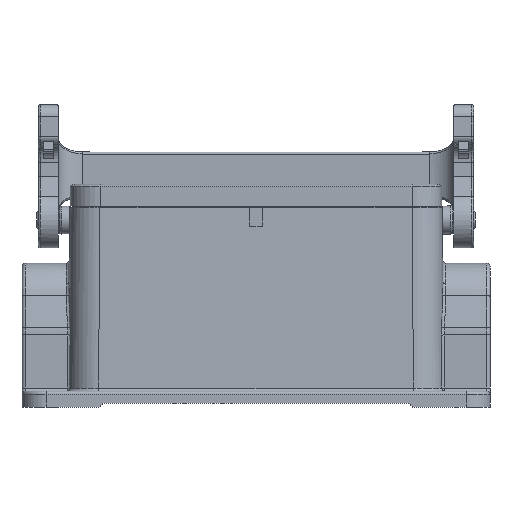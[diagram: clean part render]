
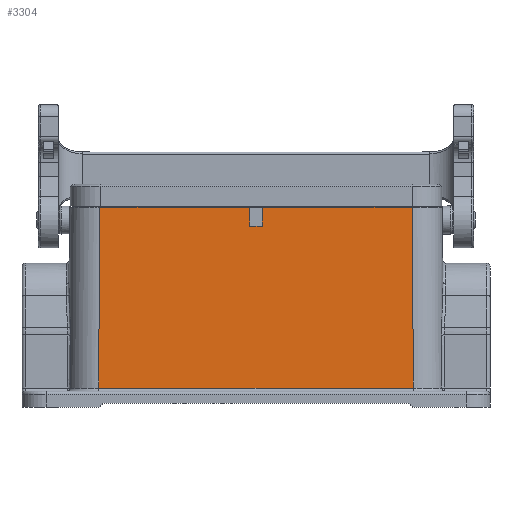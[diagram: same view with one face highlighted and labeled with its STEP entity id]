
A CAD part, front view. The second image highlights one B-rep face of the part: STEP entity #3304.
In plain terms, the highlighted planar face has unit normal (0, -1, 0.007).
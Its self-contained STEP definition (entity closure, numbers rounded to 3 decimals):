
#3304=ADVANCED_FACE('',(#4251),#3947,.F.);
#3947=PLANE('',#14266);
#4251=FACE_OUTER_BOUND('',#4876,.T.);
#4876=EDGE_LOOP('',(#7906,#7907,#7908,#7909,#7910,#7911,#7912,#7913));
#5809=LINE('',#18993,#6692);
#5812=LINE('',#19007,#6695);
#5923=LINE('',#19419,#6806);
#5924=LINE('',#19421,#6807);
#5925=LINE('',#19423,#6808);
#5926=LINE('',#19424,#6809);
#5927=LINE('',#19426,#6810);
#5928=LINE('',#19428,#6811);
#6692=VECTOR('',#15479,1.);
#6695=VECTOR('',#15490,1.);
#6806=VECTOR('',#15767,1.);
#6807=VECTOR('',#15768,1.);
#6808=VECTOR('',#15769,1.);
#6809=VECTOR('',#15770,1.);
#6810=VECTOR('',#15771,1.);
#6811=VECTOR('',#15772,1.);
#7906=ORIENTED_EDGE('',*,*,#12184,.T.);
#7907=ORIENTED_EDGE('',*,*,#12185,.T.);
#7908=ORIENTED_EDGE('',*,*,#12186,.T.);
#7909=ORIENTED_EDGE('',*,*,#12006,.T.);
#7910=ORIENTED_EDGE('',*,*,#12187,.T.);
#7911=ORIENTED_EDGE('',*,*,#12188,.T.);
#7912=ORIENTED_EDGE('',*,*,#12189,.T.);
#7913=ORIENTED_EDGE('',*,*,#12013,.T.);
#10919=VERTEX_POINT('',#18994);
#10920=VERTEX_POINT('',#18995);
#10925=VERTEX_POINT('',#19006);
#10926=VERTEX_POINT('',#19008);
#11072=VERTEX_POINT('',#19420);
#11073=VERTEX_POINT('',#19422);
#11074=VERTEX_POINT('',#19425);
#11075=VERTEX_POINT('',#19427);
#12006=EDGE_CURVE('',#10919,#10920,#5809,.T.);
#12013=EDGE_CURVE('',#10926,#10925,#5812,.T.);
#12184=EDGE_CURVE('',#10925,#11072,#5923,.T.);
#12185=EDGE_CURVE('',#11072,#11073,#5924,.T.);
#12186=EDGE_CURVE('',#11073,#10919,#5925,.T.);
#12187=EDGE_CURVE('',#10920,#11074,#5926,.T.);
#12188=EDGE_CURVE('',#11074,#11075,#5927,.T.);
#12189=EDGE_CURVE('',#11075,#10926,#5928,.T.);
#14266=AXIS2_PLACEMENT_3D('',#19429,#15773,#15774);
#15479=DIRECTION('',(-1.,0.,0.));
#15490=DIRECTION('',(-1.,0.,0.));
#15767=DIRECTION('',(-0.007,-0.007,-1.));
#15768=DIRECTION('',(1.,0.,0.));
#15769=DIRECTION('',(-0.007,0.007,1.));
#15770=DIRECTION('',(0.,-0.007,-1.));
#15771=DIRECTION('',(-1.,0.,0.));
#15772=DIRECTION('',(0.,0.007,1.));
#15773=DIRECTION('',(0.,1.,-0.007));
#15774=DIRECTION('',(0.,-0.007,-1.));
#18993=CARTESIAN_POINT('',(-200.,-21.5,5.7));
#18994=CARTESIAN_POINT('',(39.05,-21.5,5.7));
#18995=CARTESIAN_POINT('',(1.6,-21.5,5.7));
#19006=CARTESIAN_POINT('',(-39.05,-21.5,5.7));
#19007=CARTESIAN_POINT('',(-200.,-21.5,5.7));
#19008=CARTESIAN_POINT('',(-1.6,-21.5,5.7));
#19419=CARTESIAN_POINT('',(-39.351,-21.825,-40.299));
#19420=CARTESIAN_POINT('',(-39.345,-21.819,-39.456));
#19421=CARTESIAN_POINT('',(-200.,-21.819,-39.456));
#19422=CARTESIAN_POINT('',(39.345,-21.819,-39.456));
#19423=CARTESIAN_POINT('',(39.051,-21.5,5.651));
#19424=CARTESIAN_POINT('',(1.6,-21.5,5.7));
#19425=CARTESIAN_POINT('',(1.6,-21.533,1.));
#19426=CARTESIAN_POINT('',(-200.,-21.533,1.));
#19427=CARTESIAN_POINT('',(-1.6,-21.533,1.));
#19428=CARTESIAN_POINT('',(-1.6,-21.5,5.7));
#19429=CARTESIAN_POINT('',(-200.,-21.5,5.7));
